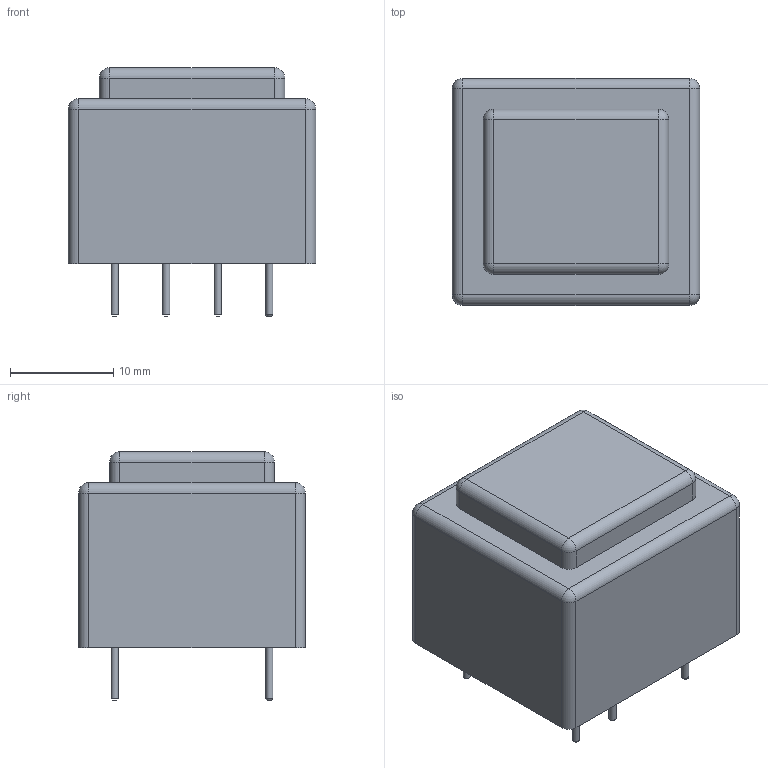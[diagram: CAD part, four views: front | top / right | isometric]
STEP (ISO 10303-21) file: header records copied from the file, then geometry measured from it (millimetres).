
FILE_DESCRIPTION(/* description */ ('model of Transformer_Breve_TEZ-22x24'),/* implementation_level */ '2;1');
FILE_NAME(/* name */ 'Transformer_Breve_TEZ-22x24.step',/* time_stamp */ '2018-11-13T17:30:04',/* author */ ('kicad StepUp','ksu'),/* organization */ ('FreeCAD'),/* preprocessor_version */ 'OCC',/* originating_system */ 'kicad StepUp',/* authorisation */ '');
FILE_SCHEMA(('AUTOMOTIVE_DESIGN { 1 0 10303 214 1 1 1 1 }'));
Length unit declared in the file: millimetre
Products named in the file (3): ASSEMBLY; Transformer_Breve_TEZ_22x025; Transformer_Breve_TEZ_22x24
Assembly tree (2 placements, depth 2):
  ASSEMBLY
    Transformer_Breve_TEZ_22x025
    Transformer_Breve_TEZ_22x24
Bounding box: 24 x 22 x 24.1 mm (x, y, z)
Volume: 9280.3 mm3; surface area: 2730.4 mm2
Topology: 8 solids, 8 shells, 63 faces, 117 edges, 61 vertices
Faces by surface type: plane 25, cylinder 23, sphere 8, revolution 7
Full cylindrical faces by diameter (mm): 0.692 x7
Entity records: 1103 total; most frequent: CARTESIAN_POINT 176, ORIENTED_EDGE 165, EDGE_CURVE 107, AXIS2_PLACEMENT_3D 106, FACE_BOUND 64, EDGE_LOOP 64, ADVANCED_FACE 63, VERTEX_POINT 61
